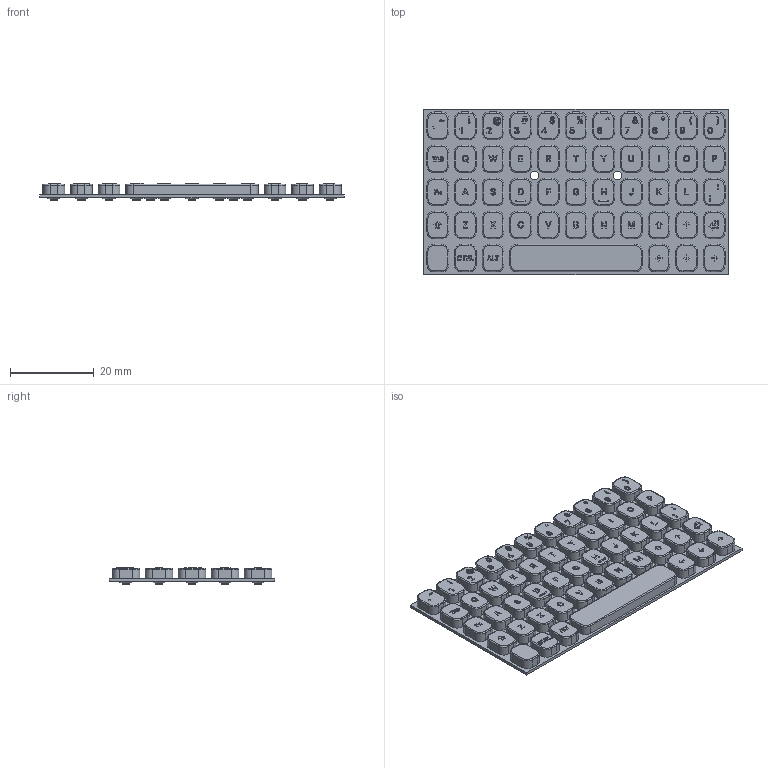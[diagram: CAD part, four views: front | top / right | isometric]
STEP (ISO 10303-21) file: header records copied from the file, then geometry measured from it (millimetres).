
FILE_DESCRIPTION(/* description */ (''),/* implementation_level */ '2;1');
FILE_NAME(/* name */ 'keyboard_5x11.step',/* time_stamp */ '2025-08-30T17:37:55+02:00',/* author */ (''),/* organization */ (''),/* preprocessor_version */ 'ST-DEVELOPER v20.1',/* originating_system */ 'Autodesk Translation Framework v14.10.0.0',/* authorisation */ '');
FILE_SCHEMA (('AUTOMOTIVE_DESIGN { 1 0 10303 214 3 1 1 }'));
Products named in the file (1): Keyboard 5x11
Bounding box: 72.6 x 39.5 x 4.25 mm (x, y, z)
Volume: 6667.9 mm3; surface area: 8797 mm2
Topology: 75 solids, 75 shells, 2287 faces, 5624 edges, 3593 vertices
Faces by surface type: plane 1055, bspline 498, cylinder 469, torus 204, cone 53, sphere 8
Full cylindrical faces by diameter (mm): 1.8 x53, 2 x2
Entity records: 72086 total; most frequent: CARTESIAN_POINT 19715, ORIENTED_EDGE 11248, DIRECTION 9935, EDGE_CURVE 5624, VERTEX_POINT 3593, LINE 3421, VECTOR 3421, AXIS2_PLACEMENT_3D 3257
